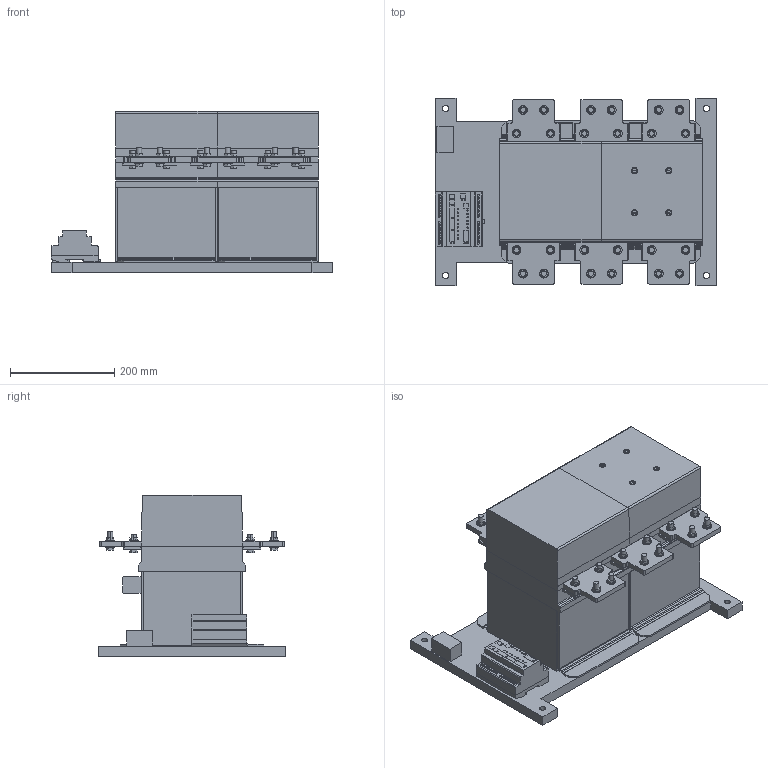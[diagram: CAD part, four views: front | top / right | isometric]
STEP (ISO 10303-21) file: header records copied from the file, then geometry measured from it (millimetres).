
FILE_DESCRIPTION((''),'2;1');
FILE_NAME('3d_11B125024220.stp','2012-10-03T14:25:37',(''),(''),'Mechanical Desktop 2011','Mechanical Desktop 2011',', , ');
FILE_SCHEMA(('CONFIG_CONTROL_DESIGN'));
Length unit declared in the file: millimetre
Products named in the file (1): Product
Bounding box: 540 x 360 x 308.9 mm (x, y, z)
Volume: 26056992.8 mm3; surface area: 1849376 mm2
Topology: 156 solids, 156 shells, 1489 faces, 3911 edges, 3006 vertices
Faces by surface type: plane 667, bspline 538, cylinder 284
Entity records: 47618 total; most frequent: CARTESIAN_POINT 11649, ORIENTED_EDGE 7276, DIRECTION 7056, EDGE_CURVE 3638, VECTOR 2670, LINE 2670, VERTEX_POINT 2534, AXIS2_PLACEMENT_3D 2193
